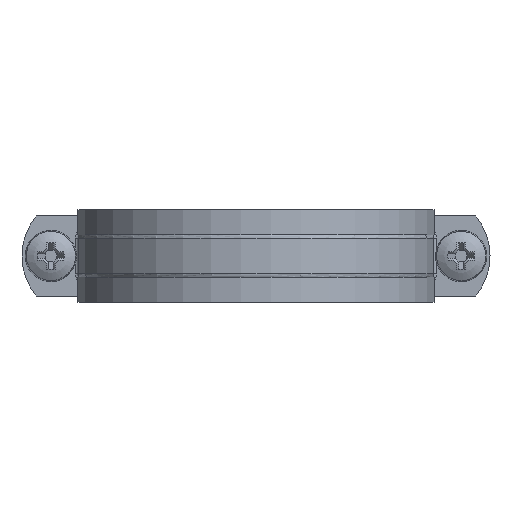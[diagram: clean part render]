
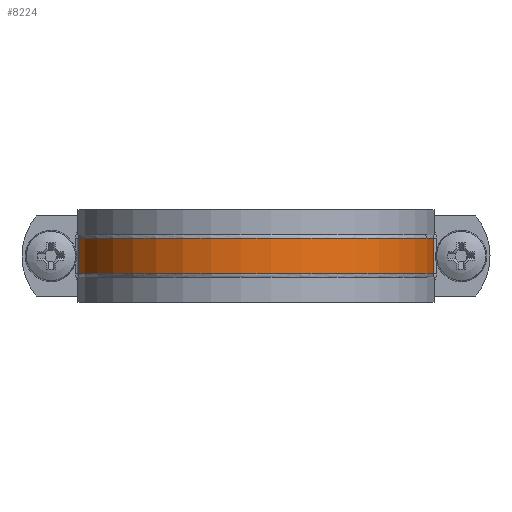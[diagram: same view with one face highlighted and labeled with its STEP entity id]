
A CAD part, front view. The second image highlights one B-rep face of the part: STEP entity #8224.
In plain terms, the highlighted cylindrical face has radius 56 mm (diameter 112 mm), a partial arc.
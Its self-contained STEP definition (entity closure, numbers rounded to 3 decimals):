
#1635=CARTESIAN_POINT('',(55.446,-7.86,-5.5));
#1636=VERTEX_POINT('',#1635);
#1644=CARTESIAN_POINT('',(-55.446,-7.86,-5.5));
#1645=VERTEX_POINT('',#1644);
#1646=CARTESIAN_POINT('',(0.0,0.0,-5.5));
#1647=DIRECTION('',(0.0,0.0,-1.0));
#1648=DIRECTION('',(0.,-1.0,0.0));
#1649=AXIS2_PLACEMENT_3D('',#1646,#1647,#1648);
#1650=CIRCLE('',#1649,56.);
#1651=EDGE_CURVE('',#1636,#1645,#1650,.T.);
#7518=CARTESIAN_POINT('',(-55.446,-7.86,5.5));
#7519=VERTEX_POINT('',#7518);
#7520=CARTESIAN_POINT('',(-55.446,-7.86,-5.5));
#7521=DIRECTION('',(0.0,0.0,1.0));
#7522=VECTOR('',#7521,11.);
#7523=LINE('',#7520,#7522);
#7524=EDGE_CURVE('',#1645,#7519,#7523,.T.);
#7657=CARTESIAN_POINT('',(55.446,-7.86,5.5));
#7658=VERTEX_POINT('',#7657);
#7685=CARTESIAN_POINT('',(55.446,-7.86,5.5));
#7686=DIRECTION('',(0.0,0.0,-1.0));
#7687=VECTOR('',#7686,11.);
#7688=LINE('',#7685,#7687);
#7689=EDGE_CURVE('',#7658,#1636,#7688,.T.);
#7851=CARTESIAN_POINT('',(0.0,0.0,5.5));
#7852=DIRECTION('',(0.0,0.0,1.0));
#7853=DIRECTION('',(0.,-1.0,0.0));
#7854=AXIS2_PLACEMENT_3D('',#7851,#7852,#7853);
#7855=CIRCLE('',#7854,56.);
#7856=EDGE_CURVE('',#7519,#7658,#7855,.T.);
#8213=CARTESIAN_POINT('',(0.0,0.0,0.));
#8214=DIRECTION('',(0.0,0.0,1.0));
#8215=DIRECTION('',(0.0,-1.0,0.0));
#8216=AXIS2_PLACEMENT_3D('',#8213,#8214,#8215);
#8217=CYLINDRICAL_SURFACE('',#8216,56.);
#8218=ORIENTED_EDGE('',*,*,#7689,.F.);
#8219=ORIENTED_EDGE('',*,*,#7856,.F.);
#8220=ORIENTED_EDGE('',*,*,#7524,.F.);
#8221=ORIENTED_EDGE('',*,*,#1651,.F.);
#8222=EDGE_LOOP('',(#8218,#8219,#8220,#8221));
#8223=FACE_OUTER_BOUND('',#8222,.T.);
#8224=ADVANCED_FACE('',(#8223),#8217,.T.);
